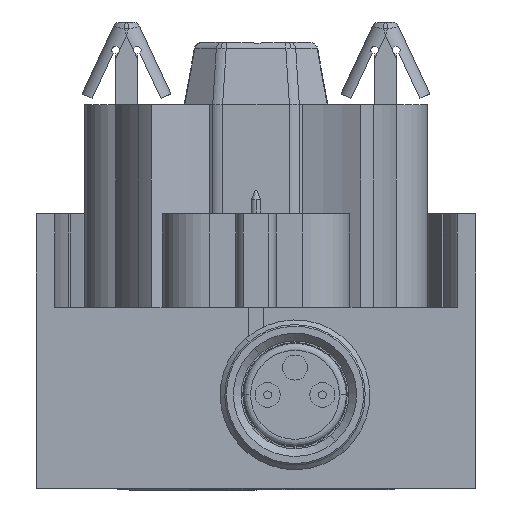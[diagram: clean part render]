
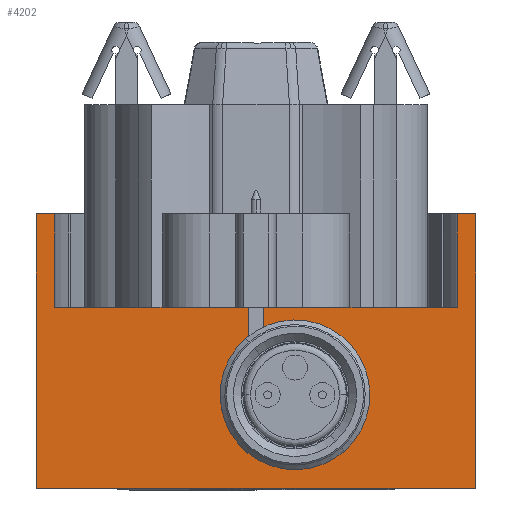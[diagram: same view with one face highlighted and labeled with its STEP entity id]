
A CAD part, front view. The second image highlights one B-rep face of the part: STEP entity #4202.
In plain terms, the highlighted planar face has unit normal (0, -1, 0).
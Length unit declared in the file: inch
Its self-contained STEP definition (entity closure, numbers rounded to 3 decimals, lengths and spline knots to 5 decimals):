
#295 = DIRECTION ( 'NONE',  ( 1., 0., 0. ) ) ;
#307 = VECTOR ( 'NONE', #1569, 39.37008 ) ;
#1426 = EDGE_CURVE ( 'NONE', #7961, #22060, #4094, .T. ) ;
#1492 = CARTESIAN_POINT ( 'NONE',  ( -0.50787, 0., 0.34646 ) ) ;
#1569 = DIRECTION ( 'NONE',  ( 0., 0., -1. ) ) ;
#1734 = DIRECTION ( 'NONE',  ( 0., -1., 0. ) ) ;
#1929 = CARTESIAN_POINT ( 'NONE',  ( -0.01969, 0., 0.34646 ) ) ;
#2021 = EDGE_LOOP ( 'NONE', ( #22001, #18574, #17180, #7518, #10451, #15016, #4503, #8602, #15480, #15741, #9308, #18325, #17496 ) ) ;
#2544 = FACE_OUTER_BOUND ( 'NONE', #2021, .T. ) ;
#2737 = VERTEX_POINT ( 'NONE', #22176 ) ;
#3170 = EDGE_CURVE ( 'NONE', #15071, #5541, #14768, .T. ) ;
#3305 = EDGE_CURVE ( 'NONE', #8906, #7961, #17602, .T. ) ;
#3610 = CARTESIAN_POINT ( 'NONE',  ( 0., 0., 0.23228 ) ) ;
#4094 = CIRCLE ( 'NONE', #10851, 0.0689 ) ;
#4188 = LINE ( 'NONE', #6049, #14465 ) ;
#4202 = ADVANCED_FACE ( 'NONE', ( #2544 ), #10117, .F. ) ;
#4317 = VECTOR ( 'NONE', #20612, 39.37008 ) ;
#4503 = ORIENTED_EDGE ( 'NONE', *, *, #19673, .T. ) ;
#5096 = DIRECTION ( 'NONE',  ( 0., 0., 1. ) ) ;
#5516 = LINE ( 'NONE', #13331, #8508 ) ;
#5541 = VERTEX_POINT ( 'NONE', #14300 ) ;
#5822 = CARTESIAN_POINT ( 'NONE',  ( -0.50787, 0., 0.69291 ) ) ;
#5951 = DIRECTION ( 'NONE',  ( 0., 0., -1. ) ) ;
#6049 = CARTESIAN_POINT ( 'NONE',  ( 0.01969, 0., 0.34646 ) ) ;
#7008 = VERTEX_POINT ( 'NONE', #14031 ) ;
#7476 = CARTESIAN_POINT ( 'NONE',  ( 0.55512, 0., 0.69291 ) ) ;
#7518 = ORIENTED_EDGE ( 'NONE', *, *, #20761, .F. ) ;
#7961 = VERTEX_POINT ( 'NONE', #20798 ) ;
#7988 = EDGE_CURVE ( 'NONE', #19541, #7008, #5516, .T. ) ;
#8008 = VERTEX_POINT ( 'NONE', #9480 ) ;
#8303 = CARTESIAN_POINT ( 'NONE',  ( 0.55512, 0., 0.34646 ) ) ;
#8352 = VECTOR ( 'NONE', #295, 39.37008 ) ;
#8508 = VECTOR ( 'NONE', #10988, 39.37008 ) ;
#8602 = ORIENTED_EDGE ( 'NONE', *, *, #12046, .F. ) ;
#8906 = VERTEX_POINT ( 'NONE', #14217 ) ;
#8945 = LINE ( 'NONE', #1492, #9108 ) ;
#8981 = DIRECTION ( 'NONE',  ( 0., 0., 1. ) ) ;
#9108 = VECTOR ( 'NONE', #24106, 39.37008 ) ;
#9308 = ORIENTED_EDGE ( 'NONE', *, *, #14707, .F. ) ;
#9480 = CARTESIAN_POINT ( 'NONE',  ( -0.01969, 0., 0.45669 ) ) ;
#9737 = CARTESIAN_POINT ( 'NONE',  ( 0., 0., 0. ) ) ;
#10117 = PLANE ( 'NONE',  #19796 ) ;
#10451 = ORIENTED_EDGE ( 'NONE', *, *, #7988, .F. ) ;
#10481 = DIRECTION ( 'NONE',  ( 0., 1., 0. ) ) ;
#10851 = AXIS2_PLACEMENT_3D ( 'NONE', #3610, #22254, #20266 ) ;
#10934 = CARTESIAN_POINT ( 'NONE',  ( 0., 0., 0.45669 ) ) ;
#10988 = DIRECTION ( 'NONE',  ( 0., 0., 1. ) ) ;
#11097 = CARTESIAN_POINT ( 'NONE',  ( 0., 0., 0.69291 ) ) ;
#11498 = VERTEX_POINT ( 'NONE', #16227 ) ;
#11661 = EDGE_CURVE ( 'NONE', #8008, #8906, #16699, .T. ) ;
#12046 = EDGE_CURVE ( 'NONE', #5541, #14477, #20536, .T. ) ;
#12221 = EDGE_CURVE ( 'NONE', #22646, #15071, #20366, .T. ) ;
#12392 = LINE ( 'NONE', #23840, #18661 ) ;
#13331 = CARTESIAN_POINT ( 'NONE',  ( -0.55512, 0., 0.34646 ) ) ;
#13456 = VERTEX_POINT ( 'NONE', #5822 ) ;
#14031 = CARTESIAN_POINT ( 'NONE',  ( -0.55512, 0., 0.69291 ) ) ;
#14217 = CARTESIAN_POINT ( 'NONE',  ( -0.01969, 0., 0.29831 ) ) ;
#14300 = CARTESIAN_POINT ( 'NONE',  ( 0.50787, 0., 0.69291 ) ) ;
#14465 = VECTOR ( 'NONE', #15105, 39.37008 ) ;
#14477 = VERTEX_POINT ( 'NONE', #7476 ) ;
#14707 = EDGE_CURVE ( 'NONE', #22060, #22646, #4188, .T. ) ;
#14768 = LINE ( 'NONE', #23866, #17988 ) ;
#15016 = ORIENTED_EDGE ( 'NONE', *, *, #20491, .T. ) ;
#15071 = VERTEX_POINT ( 'NONE', #22925 ) ;
#15105 = DIRECTION ( 'NONE',  ( 0., 0., 1. ) ) ;
#15374 = CARTESIAN_POINT ( 'NONE',  ( -0.55512, 0., 0. ) ) ;
#15480 = ORIENTED_EDGE ( 'NONE', *, *, #3170, .F. ) ;
#15741 = ORIENTED_EDGE ( 'NONE', *, *, #12221, .F. ) ;
#16227 = CARTESIAN_POINT ( 'NONE',  ( -0.50787, 0., 0.45669 ) ) ;
#16241 = DIRECTION ( 'NONE',  ( 1., 0., 0. ) ) ;
#16430 = DIRECTION ( 'NONE',  ( 1., 0., 0. ) ) ;
#16699 = LINE ( 'NONE', #1929, #307 ) ;
#17167 = AXIS2_PLACEMENT_3D ( 'NONE', #24592, #1734, #5951 ) ;
#17180 = ORIENTED_EDGE ( 'NONE', *, *, #19482, .F. ) ;
#17186 = LINE ( 'NONE', #19193, #23107 ) ;
#17445 = DIRECTION ( 'NONE',  ( 1., 0., 0. ) ) ;
#17496 = ORIENTED_EDGE ( 'NONE', *, *, #3305, .F. ) ;
#17565 = CARTESIAN_POINT ( 'NONE',  ( 0.01969, 0., 0.45669 ) ) ;
#17602 = CIRCLE ( 'NONE', #17167, 0.0689 ) ;
#17680 = CARTESIAN_POINT ( 'NONE',  ( -0.55512, 0., 0. ) ) ;
#17974 = LINE ( 'NONE', #8303, #23799 ) ;
#17988 = VECTOR ( 'NONE', #5096, 39.37008 ) ;
#18325 = ORIENTED_EDGE ( 'NONE', *, *, #1426, .F. ) ;
#18574 = ORIENTED_EDGE ( 'NONE', *, *, #22606, .F. ) ;
#18661 = VECTOR ( 'NONE', #16241, 39.37008 ) ;
#19193 = CARTESIAN_POINT ( 'NONE',  ( 0., 0., 0.45669 ) ) ;
#19482 = EDGE_CURVE ( 'NONE', #13456, #11498, #8945, .T. ) ;
#19541 = VERTEX_POINT ( 'NONE', #15374 ) ;
#19673 = EDGE_CURVE ( 'NONE', #2737, #14477, #17974, .T. ) ;
#19796 = AXIS2_PLACEMENT_3D ( 'NONE', #17680, #10481, #8981 ) ;
#20266 = DIRECTION ( 'NONE',  ( 0., 0., -1. ) ) ;
#20366 = LINE ( 'NONE', #10934, #4317 ) ;
#20491 = EDGE_CURVE ( 'NONE', #19541, #2737, #21662, .T. ) ;
#20536 = LINE ( 'NONE', #11097, #23353 ) ;
#20612 = DIRECTION ( 'NONE',  ( 1., 0., 0. ) ) ;
#20761 = EDGE_CURVE ( 'NONE', #7008, #13456, #12392, .T. ) ;
#20798 = CARTESIAN_POINT ( 'NONE',  ( 0., 0., 0.16339 ) ) ;
#21244 = CARTESIAN_POINT ( 'NONE',  ( 0.01969, 0., 0.29831 ) ) ;
#21662 = LINE ( 'NONE', #9737, #8352 ) ;
#22001 = ORIENTED_EDGE ( 'NONE', *, *, #11661, .F. ) ;
#22060 = VERTEX_POINT ( 'NONE', #21244 ) ;
#22176 = CARTESIAN_POINT ( 'NONE',  ( 0.55512, 0., 0. ) ) ;
#22254 = DIRECTION ( 'NONE',  ( 0., -1., 0. ) ) ;
#22606 = EDGE_CURVE ( 'NONE', #11498, #8008, #17186, .T. ) ;
#22646 = VERTEX_POINT ( 'NONE', #17565 ) ;
#22925 = CARTESIAN_POINT ( 'NONE',  ( 0.50787, 0., 0.45669 ) ) ;
#23107 = VECTOR ( 'NONE', #17445, 39.37008 ) ;
#23353 = VECTOR ( 'NONE', #16430, 39.37008 ) ;
#23710 = DIRECTION ( 'NONE',  ( 0., 0., 1. ) ) ;
#23799 = VECTOR ( 'NONE', #23710, 39.37008 ) ;
#23840 = CARTESIAN_POINT ( 'NONE',  ( 0., 0., 0.69291 ) ) ;
#23866 = CARTESIAN_POINT ( 'NONE',  ( 0.50787, 0., 0.34646 ) ) ;
#24106 = DIRECTION ( 'NONE',  ( 0., 0., -1. ) ) ;
#24592 = CARTESIAN_POINT ( 'NONE',  ( 0., 0., 0.23228 ) ) ;
